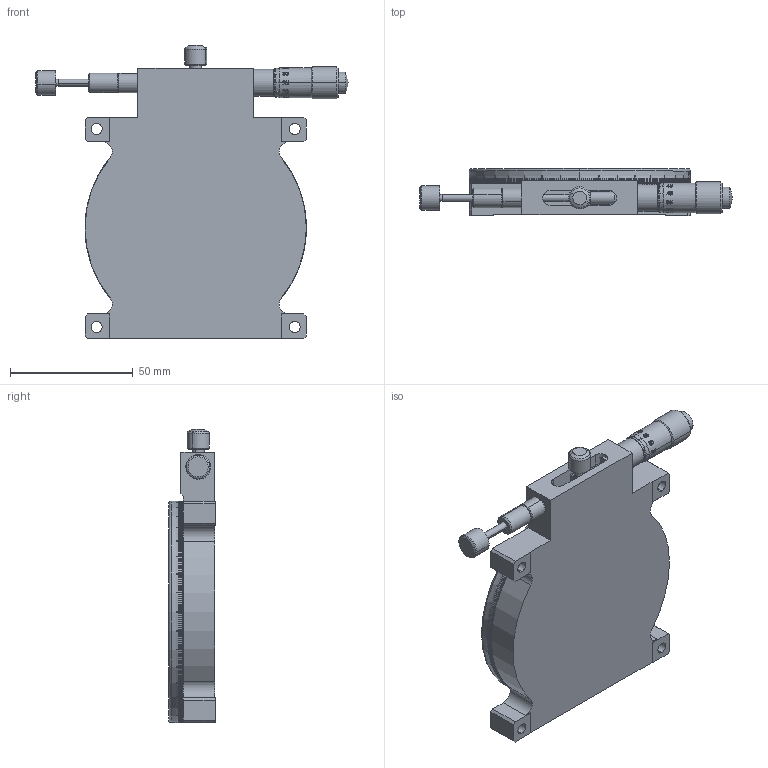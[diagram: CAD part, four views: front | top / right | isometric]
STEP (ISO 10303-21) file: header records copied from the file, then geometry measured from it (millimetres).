
FILE_DESCRIPTION (( 'STEP AP203' ), '1' );
FILE_NAME ('MRL90-AR(«¬¿ý).STEP', '2013-10-08T08:36:16', ( '' ), ( '' ), 'SwSTEP 2.0', 'SolidWorks 2013', '' );
FILE_SCHEMA (( 'CONFIG_CONTROL_DESIGN' ));
Length unit declared in the file: millimetre
Products named in the file (2): Group1^MRL90-AR(型錄); MRL90-AR(型錄)
Assembly tree (1 placements, depth 2):
  MRL90-AR(型錄)
    Group1^MRL90-AR(型錄)
Bounding box: 127 x 19 x 119.2 mm (x, y, z)
Volume: 156491.8 mm3; surface area: 50315.5 mm2
Topology: 10 solids, 11 shells, 3273 faces, 9206 edges, 6079 vertices
Faces by surface type: plane 2510, bspline 476, cylinder 210, cone 62, torus 10, sphere 5
Entity records: 150726 total; most frequent: CARTESIAN_POINT 70356, ORIENTED_EDGE 18404, DIRECTION 14045, EDGE_CURVE 9202, VERTEX_POINT 6077, VECTOR 5629, LINE 5629, AXIS2_PLACEMENT_3D 4208
